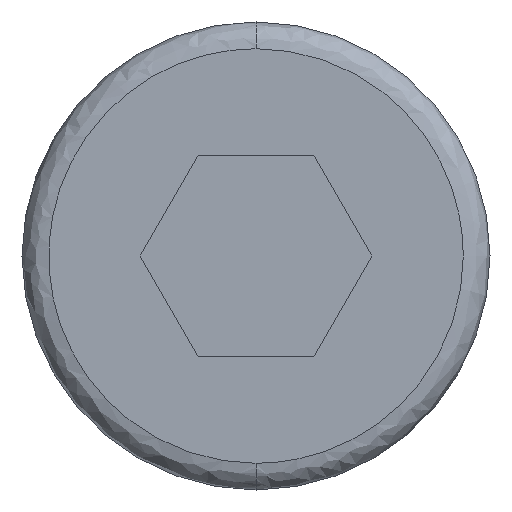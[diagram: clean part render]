
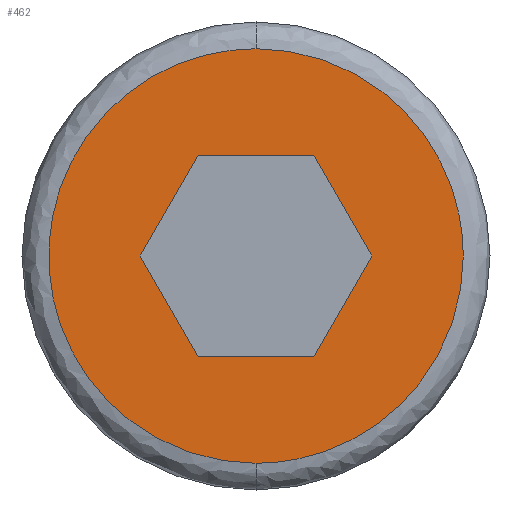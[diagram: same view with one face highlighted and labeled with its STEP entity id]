
A CAD part, front view. The second image highlights one B-rep face of the part: STEP entity #462.
In plain terms, the highlighted planar face has unit normal (0, -1, 0).
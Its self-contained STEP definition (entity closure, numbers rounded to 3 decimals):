
#4 = VERTEX_POINT ( 'NONE', #189 ) ;
#11 = VERTEX_POINT ( 'NONE', #378 ) ;
#12 = VERTEX_POINT ( 'NONE', #420 ) ;
#20 = ORIENTED_EDGE ( 'NONE', *, *, #718, .F. ) ;
#23 = CARTESIAN_POINT ( 'NONE',  ( -1.816, -4., 3.1 ) ) ;
#25 = DIRECTION ( 'NONE',  ( 0.5, 0., 0.866 ) ) ;
#27 = DIRECTION ( 'NONE',  ( -0.5, 0., 0.866 ) ) ;
#30 = CARTESIAN_POINT ( 'NONE',  ( 0.433, -4., -1.5 ) ) ;
#43 = ORIENTED_EDGE ( 'NONE', *, *, #566, .T. ) ;
#65 = ORIENTED_EDGE ( 'NONE', *, *, #415, .T. ) ;
#98 = ORIENTED_EDGE ( 'NONE', *, *, #405, .T. ) ;
#125 = CARTESIAN_POINT ( 'NONE',  ( 1.299, -4., 0.75 ) ) ;
#126 = EDGE_CURVE ( 'NONE', #658, #4, #551, .T. ) ;
#149 = CARTESIAN_POINT ( 'NONE',  ( -1.299, -4., -0.75 ) ) ;
#150 = LINE ( 'NONE', #30, #248 ) ;
#169 = VERTEX_POINT ( 'NONE', #491 ) ;
#171 = CARTESIAN_POINT ( 'NONE',  ( 3.1, -4., 1.816 ) ) ;
#172 = VERTEX_POINT ( 'NONE', #258 ) ;
#174 = CARTESIAN_POINT ( 'NONE',  ( 0., -4., -3.1 ) ) ;
#189 = CARTESIAN_POINT ( 'NONE',  ( -1.732, -4., 0. ) ) ;
#190 = EDGE_CURVE ( 'NONE', #713, #271, #253, .T. ) ;
#198 = DIRECTION ( 'NONE',  ( -0.5, 0., -0.866 ) ) ;
#210 = CARTESIAN_POINT ( 'NONE',  ( -1.299, -4., 0.75 ) ) ;
#226 = CARTESIAN_POINT ( 'NONE',  ( 3.1, -4., -1.816 ) ) ;
#227 = ORIENTED_EDGE ( 'NONE', *, *, #190, .F. ) ;
#230 = ORIENTED_EDGE ( 'NONE', *, *, #438, .T. ) ;
#242 = FACE_OUTER_BOUND ( 'NONE', #458, .T. ) ;
#246 = DIRECTION ( 'NONE',  ( 0., -1., 0. ) ) ;
#248 = VECTOR ( 'NONE', #494, 1000. ) ;
#253 =( BOUNDED_CURVE ( )  B_SPLINE_CURVE ( 3, ( #732, #328, #268, #331, #629, #23, #262 ),
 .UNSPECIFIED., .F., .T. ) 
 B_SPLINE_CURVE_WITH_KNOTS ( ( 4, 3, 4 ),
 ( 0.333, 0.667, 1. ),
 .UNSPECIFIED. ) 
 CURVE ( )  GEOMETRIC_REPRESENTATION_ITEM ( )  RATIONAL_B_SPLINE_CURVE ( ( 1., 0.805, 0.805, 1., 0.805, 0.805, 1. ) ) 
 REPRESENTATION_ITEM ( '' )  );
#258 = CARTESIAN_POINT ( 'NONE',  ( 0.866, -4., 1.5 ) ) ;
#262 = CARTESIAN_POINT ( 'NONE',  ( 0., -4., 3.1 ) ) ;
#268 = CARTESIAN_POINT ( 'NONE',  ( -3.1, -4., -1.816 ) ) ;
#269 = CARTESIAN_POINT ( 'NONE',  ( 0., -4., 3.1 ) ) ;
#271 = VERTEX_POINT ( 'NONE', #269 ) ;
#288 = CARTESIAN_POINT ( 'NONE',  ( 1.816, -4., -3.1 ) ) ;
#311 = AXIS2_PLACEMENT_3D ( 'NONE', #372, #246, #487 ) ;
#315 = CARTESIAN_POINT ( 'NONE',  ( 1.732, -4., 0. ) ) ;
#325 = ORIENTED_EDGE ( 'NONE', *, *, #126, .T. ) ;
#328 = CARTESIAN_POINT ( 'NONE',  ( -1.816, -4., -3.1 ) ) ;
#331 = CARTESIAN_POINT ( 'NONE',  ( -3.1, -4., 0. ) ) ;
#348 =( BOUNDED_CURVE ( )  B_SPLINE_CURVE ( 3, ( #414, #412, #171, #466 ),
 .UNSPECIFIED., .F., .T. ) 
 B_SPLINE_CURVE_WITH_KNOTS ( ( 4, 4 ),
 ( 0., 1. ),
 .UNSPECIFIED. ) 
 CURVE ( )  GEOMETRIC_REPRESENTATION_ITEM ( )  RATIONAL_B_SPLINE_CURVE ( ( 1., 0.805, 0.805, 1. ) ) 
 REPRESENTATION_ITEM ( '' )  );
#365 = VECTOR ( 'NONE', #27, 1000. ) ;
#372 = CARTESIAN_POINT ( 'NONE',  ( 0., -4., 0. ) ) ;
#376 = CARTESIAN_POINT ( 'NONE',  ( 0., -4., 1.5 ) ) ;
#378 = CARTESIAN_POINT ( 'NONE',  ( 3.1, -4., 0. ) ) ;
#385 = VECTOR ( 'NONE', #671, 1000. ) ;
#405 = EDGE_CURVE ( 'NONE', #172, #476, #680, .T. ) ;
#407 = DIRECTION ( 'NONE',  ( 0.5, 0., -0.866 ) ) ;
#412 = CARTESIAN_POINT ( 'NONE',  ( 1.816, -4., 3.1 ) ) ;
#414 = CARTESIAN_POINT ( 'NONE',  ( 0., -4., 3.1 ) ) ;
#415 = EDGE_CURVE ( 'NONE', #12, #172, #702, .T. ) ;
#420 = CARTESIAN_POINT ( 'NONE',  ( -0.866, -4., 1.5 ) ) ;
#438 = EDGE_CURVE ( 'NONE', #476, #169, #667, .T. ) ;
#458 = EDGE_LOOP ( 'NONE', ( #20, #227, #607 ) ) ;
#462 = ADVANCED_FACE ( 'NONE', ( #523, #242 ), #545, .T. ) ;
#466 = CARTESIAN_POINT ( 'NONE',  ( 3.1, -4., 0. ) ) ;
#476 = VERTEX_POINT ( 'NONE', #485 ) ;
#479 = VECTOR ( 'NONE', #198, 1000. ) ;
#485 = CARTESIAN_POINT ( 'NONE',  ( 1.732, -4., 0. ) ) ;
#487 = DIRECTION ( 'NONE',  ( 0., 0., -1. ) ) ;
#491 = CARTESIAN_POINT ( 'NONE',  ( 0.866, -4., -1.5 ) ) ;
#494 = DIRECTION ( 'NONE',  ( -1., 0., 0. ) ) ;
#523 = FACE_BOUND ( 'NONE', #626, .T. ) ;
#534 =( BOUNDED_CURVE ( )  B_SPLINE_CURVE ( 3, ( #583, #226, #288, #749 ),
 .UNSPECIFIED., .F., .F. ) 
 B_SPLINE_CURVE_WITH_KNOTS ( ( 4, 4 ),
 ( 0., 0.333 ),
 .UNSPECIFIED. ) 
 CURVE ( )  GEOMETRIC_REPRESENTATION_ITEM ( )  RATIONAL_B_SPLINE_CURVE ( ( 1., 0.805, 0.805, 1. ) ) 
 REPRESENTATION_ITEM ( '' )  );
#545 = PLANE ( 'NONE',  #311 ) ;
#551 = LINE ( 'NONE', #149, #365 ) ;
#566 = EDGE_CURVE ( 'NONE', #169, #658, #150, .T. ) ;
#577 = EDGE_CURVE ( 'NONE', #4, #12, #769, .T. ) ;
#583 = CARTESIAN_POINT ( 'NONE',  ( 3.1, -4., 0. ) ) ;
#602 = VECTOR ( 'NONE', #25, 1000. ) ;
#607 = ORIENTED_EDGE ( 'NONE', *, *, #660, .F. ) ;
#626 = EDGE_LOOP ( 'NONE', ( #98, #230, #43, #325, #649, #65 ) ) ;
#629 = CARTESIAN_POINT ( 'NONE',  ( -3.1, -4., 1.816 ) ) ;
#649 = ORIENTED_EDGE ( 'NONE', *, *, #577, .T. ) ;
#658 = VERTEX_POINT ( 'NONE', #697 ) ;
#660 = EDGE_CURVE ( 'NONE', #11, #713, #534, .T. ) ;
#667 = LINE ( 'NONE', #315, #479 ) ;
#671 = DIRECTION ( 'NONE',  ( 1., 0., 0. ) ) ;
#680 = LINE ( 'NONE', #125, #756 ) ;
#697 = CARTESIAN_POINT ( 'NONE',  ( -0.866, -4., -1.5 ) ) ;
#702 = LINE ( 'NONE', #376, #385 ) ;
#713 = VERTEX_POINT ( 'NONE', #174 ) ;
#718 = EDGE_CURVE ( 'NONE', #271, #11, #348, .T. ) ;
#732 = CARTESIAN_POINT ( 'NONE',  ( 0., -4., -3.1 ) ) ;
#749 = CARTESIAN_POINT ( 'NONE',  ( 0., -4., -3.1 ) ) ;
#756 = VECTOR ( 'NONE', #407, 1000. ) ;
#769 = LINE ( 'NONE', #210, #602 ) ;
